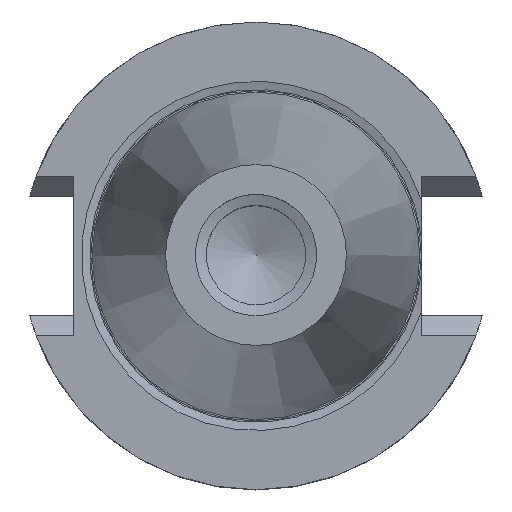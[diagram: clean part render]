
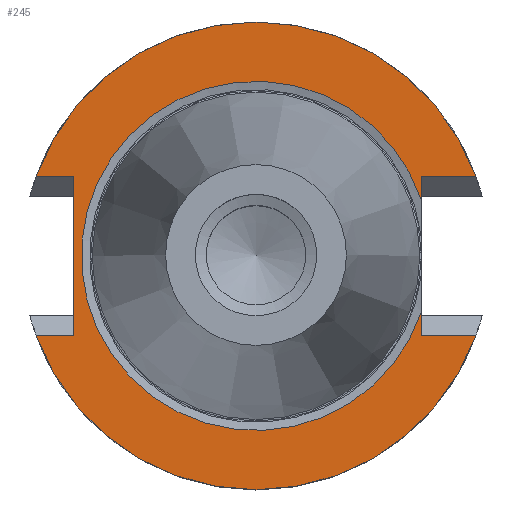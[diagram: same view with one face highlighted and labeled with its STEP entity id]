
A CAD part, top view. The second image highlights one B-rep face of the part: STEP entity #245.
In plain terms, the highlighted planar face has unit normal (0, 0, 1).
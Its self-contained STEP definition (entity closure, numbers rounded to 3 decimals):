
#70=LINE('',#1318,#118);
#73=LINE('',#1323,#121);
#75=LINE('',#1327,#123);
#76=LINE('',#1329,#124);
#86=LINE('',#1351,#134);
#87=LINE('',#1353,#135);
#88=LINE('',#1354,#136);
#118=VECTOR('',#1037,1.);
#121=VECTOR('',#1042,1.);
#123=VECTOR('',#1046,1.);
#124=VECTOR('',#1049,1.);
#134=VECTOR('',#1069,1.);
#135=VECTOR('',#1072,1.);
#136=VECTOR('',#1073,1.);
#164=FACE_OUTER_BOUND('',#345,.T.);
#186=PLANE('',#867);
#245=ADVANCED_FACE('',(#164),#186,.F.);
#345=EDGE_LOOP('',(#532,#533,#534,#535,#536,#537,#538,#539,#540,#541));
#532=ORIENTED_EDGE('',*,*,#727,.T.);
#533=ORIENTED_EDGE('',*,*,#728,.T.);
#534=ORIENTED_EDGE('',*,*,#649,.T.);
#535=ORIENTED_EDGE('',*,*,#729,.T.);
#536=ORIENTED_EDGE('',*,*,#716,.T.);
#537=ORIENTED_EDGE('',*,*,#657,.F.);
#538=ORIENTED_EDGE('',*,*,#715,.F.);
#539=ORIENTED_EDGE('',*,*,#713,.F.);
#540=ORIENTED_EDGE('',*,*,#710,.F.);
#541=ORIENTED_EDGE('',*,*,#707,.F.);
#577=VERTEX_POINT('',#1152);
#578=VERTEX_POINT('',#1153);
#583=VERTEX_POINT('',#1173);
#585=VERTEX_POINT('',#1176);
#621=VERTEX_POINT('',#1312);
#622=VERTEX_POINT('',#1314);
#623=VERTEX_POINT('',#1319);
#624=VERTEX_POINT('',#1324);
#625=VERTEX_POINT('',#1330);
#631=VERTEX_POINT('',#1350);
#649=EDGE_CURVE('',#577,#578,#749,.T.);
#657=EDGE_CURVE('',#583,#585,#752,.T.);
#707=EDGE_CURVE('',#621,#622,#767,.T.);
#710=EDGE_CURVE('',#622,#623,#70,.T.);
#713=EDGE_CURVE('',#623,#624,#73,.T.);
#715=EDGE_CURVE('',#624,#583,#75,.T.);
#716=EDGE_CURVE('',#625,#585,#76,.T.);
#727=EDGE_CURVE('',#621,#631,#86,.T.);
#728=EDGE_CURVE('',#631,#577,#87,.T.);
#729=EDGE_CURVE('',#578,#625,#88,.T.);
#749=CIRCLE('',#816,23.7);
#752=CIRCLE('',#822,31.75);
#767=CIRCLE('',#854,31.75);
#816=AXIS2_PLACEMENT_3D('',#1151,#927,#928);
#822=AXIS2_PLACEMENT_3D('',#1175,#941,#942);
#854=AXIS2_PLACEMENT_3D('',#1313,#1030,#1031);
#867=AXIS2_PLACEMENT_3D('',#1357,#1077,#1078);
#927=DIRECTION('',(0.,0.,-1.));
#928=DIRECTION('',(-1.,0.,0.));
#941=DIRECTION('',(0.,0.,-1.));
#942=DIRECTION('',(-1.,0.,0.));
#1030=DIRECTION('',(0.,0.,-1.));
#1031=DIRECTION('',(-1.,0.,0.));
#1037=DIRECTION('',(1.,0.,0.));
#1042=DIRECTION('',(0.,1.,0.));
#1046=DIRECTION('',(-1.,0.,0.));
#1049=DIRECTION('',(1.,0.,0.));
#1069=DIRECTION('',(-1.,0.,0.));
#1072=DIRECTION('',(0.,1.,0.));
#1073=DIRECTION('',(0.,1.,0.));
#1077=DIRECTION('',(0.,0.,-1.));
#1078=DIRECTION('',(-1.,0.,0.));
#1151=CARTESIAN_POINT('',(0.,0.,-1.));
#1152=CARTESIAN_POINT('',(22.42,-7.683,-1.));
#1153=CARTESIAN_POINT('',(22.42,7.683,-1.));
#1173=CARTESIAN_POINT('',(-29.859,10.795,-1.));
#1175=CARTESIAN_POINT('',(0.,0.,-1.));
#1176=CARTESIAN_POINT('',(29.859,10.795,-1.));
#1312=CARTESIAN_POINT('',(29.859,-10.795,-1.));
#1313=CARTESIAN_POINT('',(0.,0.,-1.));
#1314=CARTESIAN_POINT('',(-29.859,-10.795,-1.));
#1318=CARTESIAN_POINT('',(0.,-10.795,-1.));
#1319=CARTESIAN_POINT('',(-24.82,-10.795,-1.));
#1323=CARTESIAN_POINT('',(-24.82,21.925,-1.));
#1324=CARTESIAN_POINT('',(-24.82,10.795,-1.));
#1327=CARTESIAN_POINT('',(0.,10.795,-1.));
#1329=CARTESIAN_POINT('',(0.,10.795,-1.));
#1330=CARTESIAN_POINT('',(22.42,10.795,-1.));
#1350=CARTESIAN_POINT('',(22.42,-10.795,-1.));
#1351=CARTESIAN_POINT('',(0.,-10.795,-1.));
#1353=CARTESIAN_POINT('',(22.42,21.925,-1.));
#1354=CARTESIAN_POINT('',(22.42,21.925,-1.));
#1357=CARTESIAN_POINT('',(0.,21.925,-1.));
